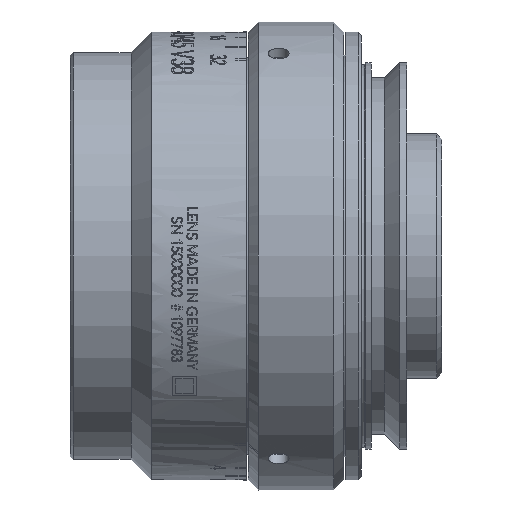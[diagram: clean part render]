
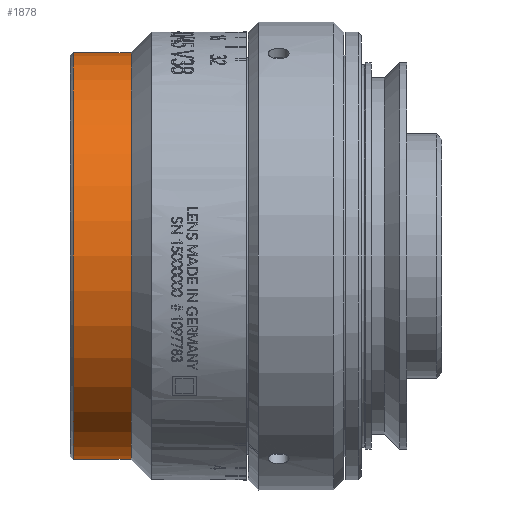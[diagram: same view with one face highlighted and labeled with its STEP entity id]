
A CAD part, front view. The second image highlights one B-rep face of the part: STEP entity #1878.
In plain terms, the highlighted cylindrical face has radius 20 mm (diameter 40 mm), a full revolution.
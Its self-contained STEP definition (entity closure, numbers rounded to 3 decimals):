
#1231=CYLINDRICAL_SURFACE('',#8474,20.);
#1878=ADVANCED_FACE('',(#2448,#2449),#1231,.T.);
#2448=FACE_BOUND('',#2841,.T.);
#2449=FACE_BOUND('',#2842,.T.);
#2841=EDGE_LOOP('',(#3518));
#2842=EDGE_LOOP('',(#3519));
#3518=ORIENTED_EDGE('',*,*,#7016,.F.);
#3519=ORIENTED_EDGE('',*,*,#7017,.T.);
#5913=VERTEX_POINT('',#10549);
#5914=VERTEX_POINT('',#10552);
#7016=EDGE_CURVE('',#5913,#5913,#8241,.T.);
#7017=EDGE_CURVE('',#5914,#5914,#8242,.T.);
#8241=CIRCLE('',#8471,20.);
#8242=CIRCLE('',#8473,20.);
#8471=AXIS2_PLACEMENT_3D('',#10548,#9138,#9139);
#8473=AXIS2_PLACEMENT_3D('',#10551,#9142,#9143);
#8474=AXIS2_PLACEMENT_3D('',#10553,#9144,#9145);
#9138=DIRECTION('',(-1.,0.,0.));
#9139=DIRECTION('',(0.,0.,1.));
#9142=DIRECTION('',(-1.,0.,0.));
#9143=DIRECTION('',(0.,0.,1.));
#9144=DIRECTION('',(-1.,0.,0.));
#9145=DIRECTION('',(0.,0.,1.));
#10548=CARTESIAN_POINT('',(-70.878,0.,0.));
#10549=CARTESIAN_POINT('',(-70.878,0.,20.));
#10551=CARTESIAN_POINT('',(-65.178,0.,0.));
#10552=CARTESIAN_POINT('',(-65.178,0.,20.));
#10553=CARTESIAN_POINT('',(-71.178,0.,0.));
